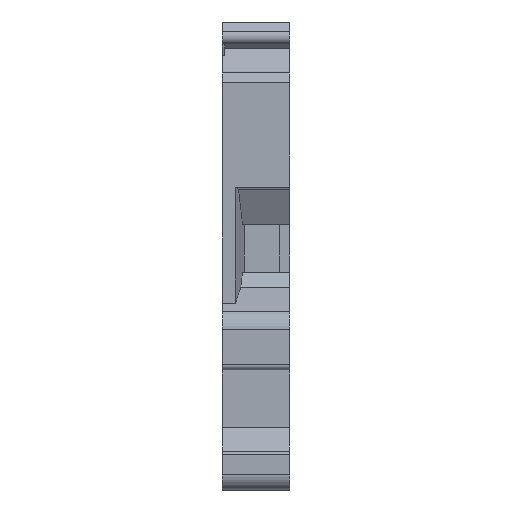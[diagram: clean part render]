
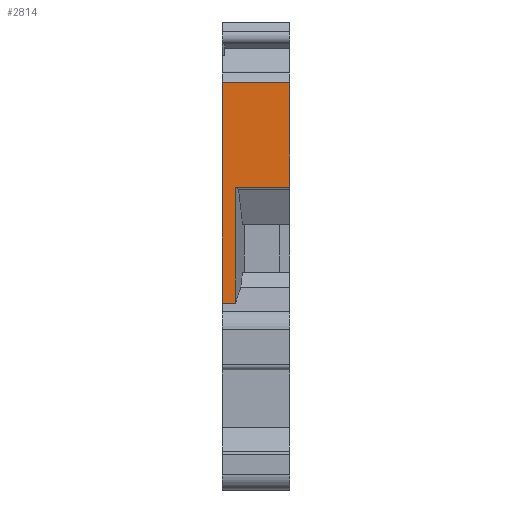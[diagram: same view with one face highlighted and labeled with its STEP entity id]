
A CAD part, left-side view. The second image highlights one B-rep face of the part: STEP entity #2814.
In plain terms, the highlighted planar face has unit normal (-1, 0, 0).
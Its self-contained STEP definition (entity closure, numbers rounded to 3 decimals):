
#620=ORIENTED_EDGE('',*,*,#1214,.T.);
#621=ORIENTED_EDGE('',*,*,#997,.F.);
#622=ORIENTED_EDGE('',*,*,#1254,.F.);
#623=ORIENTED_EDGE('',*,*,#1263,.T.);
#624=ORIENTED_EDGE('',*,*,#1264,.F.);
#625=ORIENTED_EDGE('',*,*,#1265,.T.);
#997=EDGE_CURVE('',#1395,#1396,#1675,.T.);
#1214=EDGE_CURVE('',#1543,#1396,#1844,.T.);
#1254=EDGE_CURVE('',#1573,#1395,#1878,.T.);
#1263=EDGE_CURVE('',#1573,#1578,#1887,.T.);
#1264=EDGE_CURVE('',#1579,#1578,#1888,.T.);
#1265=EDGE_CURVE('',#1579,#1543,#1889,.T.);
#1395=VERTEX_POINT('',#3968);
#1396=VERTEX_POINT('',#3970);
#1543=VERTEX_POINT('',#4406);
#1573=VERTEX_POINT('',#4480);
#1578=VERTEX_POINT('',#4497);
#1579=VERTEX_POINT('',#4501);
#1675=LINE('',#3969,#2015);
#1844=LINE('',#4405,#2184);
#1878=LINE('',#4481,#2218);
#1887=LINE('',#4498,#2227);
#1888=LINE('',#4500,#2228);
#1889=LINE('',#4502,#2229);
#2015=VECTOR('',#3181,1000.);
#2184=VECTOR('',#3590,1000.);
#2218=VECTOR('',#3646,1000.);
#2227=VECTOR('',#3661,1000.);
#2228=VECTOR('',#3664,1000.);
#2229=VECTOR('',#3665,1000.);
#2405=EDGE_LOOP('',(#620,#621,#622,#623,#624,#625));
#2555=FACE_BOUND('',#2405,.T.);
#2677=PLANE('',#3031);
#2814=ADVANCED_FACE('',(#2555),#2677,.F.);
#3031=AXIS2_PLACEMENT_3D('',#4499,#3662,#3663);
#3181=DIRECTION('',(0.,1.,0.));
#3590=DIRECTION('',(0.,0.,-1.));
#3646=DIRECTION('',(0.,0.,-1.));
#3661=DIRECTION('',(0.,-1.,0.));
#3662=DIRECTION('',(1.,0.,0.));
#3663=DIRECTION('',(0.,0.,-1.));
#3664=DIRECTION('',(0.,0.,-1.));
#3665=DIRECTION('',(0.,1.,0.));
#3968=CARTESIAN_POINT('',(-20.,-1.306,-27.88));
#3969=CARTESIAN_POINT('',(-20.,-63.278,-27.88));
#3970=CARTESIAN_POINT('',(-20.,0.,-27.88));
#4405=CARTESIAN_POINT('',(-20.,0.,0.));
#4406=CARTESIAN_POINT('',(-20.,0.,-6.));
#4480=CARTESIAN_POINT('',(-20.,-1.306,-16.38));
#4481=CARTESIAN_POINT('',(-20.,-1.306,0.));
#4497=CARTESIAN_POINT('',(-20.,-6.7,-16.38));
#4498=CARTESIAN_POINT('',(-20.,-2.2,-16.38));
#4499=CARTESIAN_POINT('',(-20.,-6.7,0.));
#4500=CARTESIAN_POINT('',(-20.,-6.7,0.));
#4501=CARTESIAN_POINT('',(-20.,-6.7,-6.));
#4502=CARTESIAN_POINT('',(-20.,-155.432,-6.));
